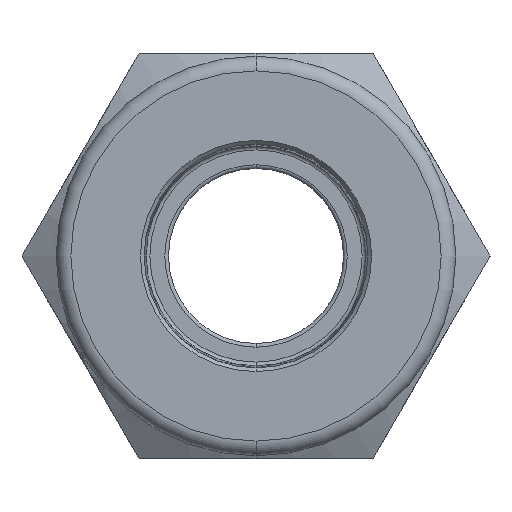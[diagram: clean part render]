
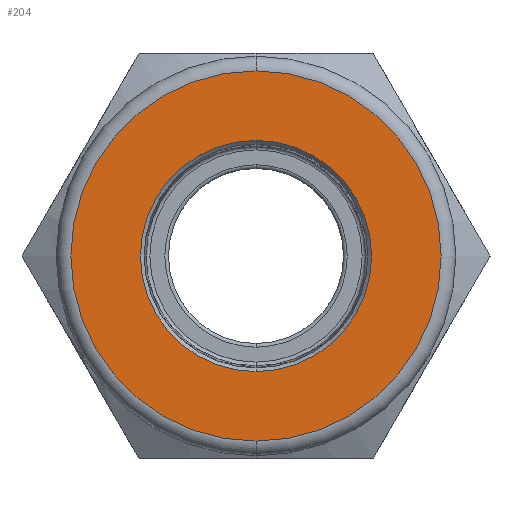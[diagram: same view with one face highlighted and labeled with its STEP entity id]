
A CAD part, left-side view. The second image highlights one B-rep face of the part: STEP entity #204.
In plain terms, the highlighted planar face has unit normal (-1, 0, 0).
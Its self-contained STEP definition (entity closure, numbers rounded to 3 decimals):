
#30 = DIRECTION ( 'NONE',  ( 0., 0., 1. ) ) ;
#120 = DIRECTION ( 'NONE',  ( 1., 0., 0. ) ) ;
#178 = DIRECTION ( 'NONE',  ( -1., 0., 0. ) ) ;
#182 = DIRECTION ( 'NONE',  ( 0., 0., -1. ) ) ;
#184 = EDGE_CURVE ( 'NONE', #1657, #488, #1041, .T. ) ;
#204 = ADVANCED_FACE ( 'NONE', ( #1430, #625 ), #1072, .T. ) ;
#290 = EDGE_LOOP ( 'NONE', ( #889, #701 ) ) ;
#300 = DIRECTION ( 'NONE',  ( 1., 0., 0. ) ) ;
#318 = CARTESIAN_POINT ( 'NONE',  ( -3749.029, -19177.982, 0. ) ) ;
#360 = ORIENTED_EDGE ( 'NONE', *, *, #1542, .T. ) ;
#370 = DIRECTION ( 'NONE',  ( 1., 0., 0. ) ) ;
#488 = VERTEX_POINT ( 'NONE', #1475 ) ;
#558 = CARTESIAN_POINT ( 'NONE',  ( -3749.029, -19184.255, 6.273 ) ) ;
#614 = EDGE_LOOP ( 'NONE', ( #1325, #360 ) ) ;
#625 = FACE_OUTER_BOUND ( 'NONE', #290, .T. ) ;
#645 = VERTEX_POINT ( 'NONE', #1462 ) ;
#701 = ORIENTED_EDGE ( 'NONE', *, *, #828, .F. ) ;
#751 = AXIS2_PLACEMENT_3D ( 'NONE', #1007, #120, #1163 ) ;
#828 = EDGE_CURVE ( 'NONE', #645, #1912, #1157, .T. ) ;
#889 = ORIENTED_EDGE ( 'NONE', *, *, #1919, .F. ) ;
#999 = AXIS2_PLACEMENT_3D ( 'NONE', #1202, #300, #1353 ) ;
#1007 = CARTESIAN_POINT ( 'NONE',  ( -3749.029, -19184.255, 0. ) ) ;
#1041 = CIRCLE ( 'NONE', #1213, 6.273 ) ;
#1072 = PLANE ( 'NONE',  #1520 ) ;
#1157 = CIRCLE ( 'NONE', #751, 10.048 ) ;
#1163 = DIRECTION ( 'NONE',  ( 0., 0., -1. ) ) ;
#1202 = CARTESIAN_POINT ( 'NONE',  ( -3749.029, -19184.255, 0. ) ) ;
#1213 = AXIS2_PLACEMENT_3D ( 'NONE', #1831, #1527, #182 ) ;
#1268 = CARTESIAN_POINT ( 'NONE',  ( -3749.029, -19184.255, 0. ) ) ;
#1325 = ORIENTED_EDGE ( 'NONE', *, *, #184, .T. ) ;
#1353 = DIRECTION ( 'NONE',  ( 0., 0., -1. ) ) ;
#1365 = CIRCLE ( 'NONE', #1943, 6.273 ) ;
#1373 = CIRCLE ( 'NONE', #999, 10.048 ) ;
#1423 = DIRECTION ( 'NONE',  ( 0., 0., -1. ) ) ;
#1430 = FACE_BOUND ( 'NONE', #614, .T. ) ;
#1462 = CARTESIAN_POINT ( 'NONE',  ( -3749.029, -19184.255, 10.048 ) ) ;
#1475 = CARTESIAN_POINT ( 'NONE',  ( -3749.029, -19184.255, -6.273 ) ) ;
#1520 = AXIS2_PLACEMENT_3D ( 'NONE', #318, #178, #30 ) ;
#1527 = DIRECTION ( 'NONE',  ( 1., 0., 0. ) ) ;
#1542 = EDGE_CURVE ( 'NONE', #488, #1657, #1365, .T. ) ;
#1657 = VERTEX_POINT ( 'NONE', #558 ) ;
#1808 = CARTESIAN_POINT ( 'NONE',  ( -3749.029, -19184.255, -10.048 ) ) ;
#1831 = CARTESIAN_POINT ( 'NONE',  ( -3749.029, -19184.255, 0. ) ) ;
#1912 = VERTEX_POINT ( 'NONE', #1808 ) ;
#1919 = EDGE_CURVE ( 'NONE', #1912, #645, #1373, .T. ) ;
#1943 = AXIS2_PLACEMENT_3D ( 'NONE', #1268, #370, #1423 ) ;
